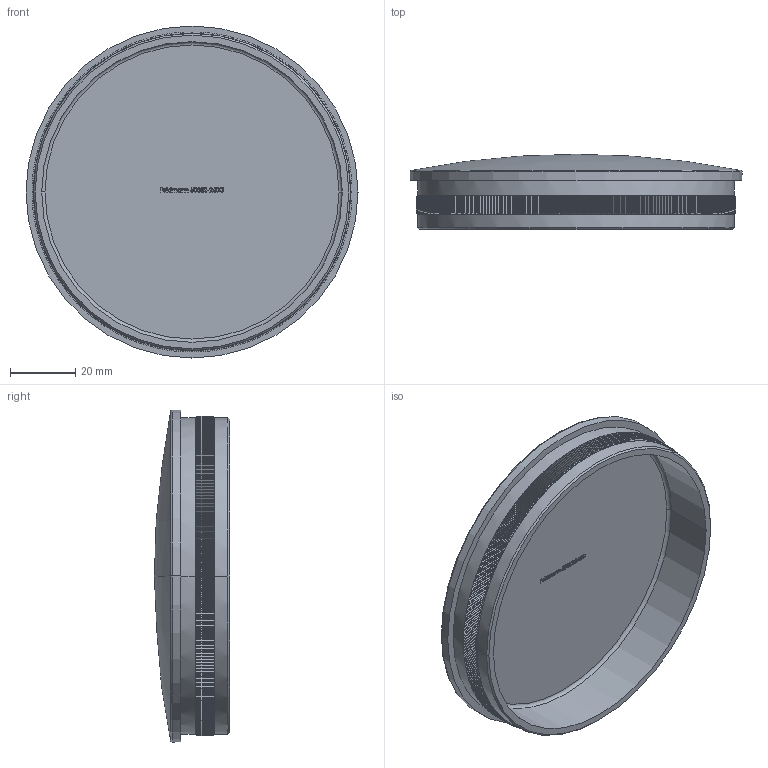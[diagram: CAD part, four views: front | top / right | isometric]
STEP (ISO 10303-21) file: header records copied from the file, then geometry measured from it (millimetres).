
FILE_DESCRIPTION (( 'STEP AP203' ), '1' );
FILE_NAME ('50882-240G.STEP', '2019-05-07T14:57:25', ( '' ), ( '' ), 'SwSTEP 2.0', 'SolidWorks 2015', '' );
FILE_SCHEMA (( 'CONFIG_CONTROL_DESIGN' ));
Length unit declared in the file: millimetre
Products named in the file (1): 50882-240G
Bounding box: 101.6 x 23 x 101.6 mm (x, y, z)
Volume: 49557.6 mm3; surface area: 27859.1 mm2
Topology: 1 solids, 1 shells, 3069 faces, 6860 edges, 3823 vertices
Faces by surface type: plane 1244, cone 1122, cylinder 568, bspline 129, torus 4, sphere 2
Entity records: 92309 total; most frequent: CARTESIAN_POINT 28818, ORIENTED_EDGE 13720, DIRECTION 12508, EDGE_CURVE 6860, AXIS2_PLACEMENT_3D 5205, VERTEX_POINT 3823, EDGE_LOOP 3099, ADVANCED_FACE 3069
